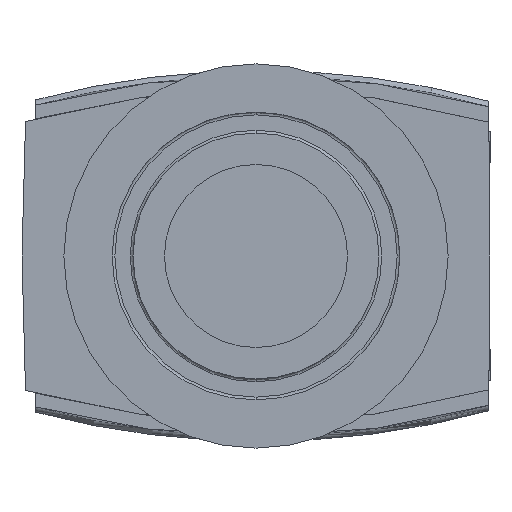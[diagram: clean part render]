
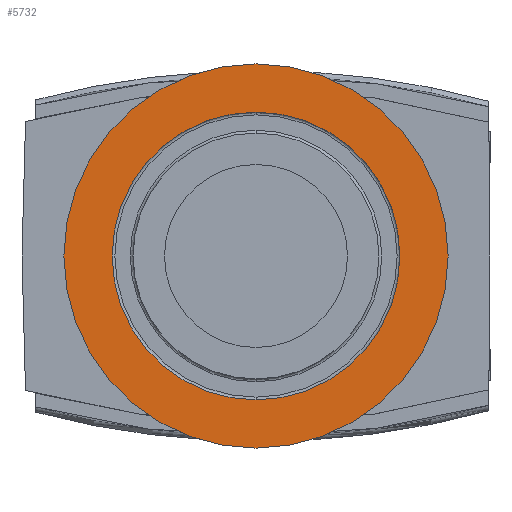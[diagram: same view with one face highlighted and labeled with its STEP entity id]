
A CAD part, front view. The second image highlights one B-rep face of the part: STEP entity #5732.
In plain terms, the highlighted planar face has unit normal (0, -1, 0).
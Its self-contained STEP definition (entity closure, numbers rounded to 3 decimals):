
#4211=CARTESIAN_POINT('',(-27.5,-41.6,0.));
#4212=VERTEX_POINT('',#4211);
#4221=CARTESIAN_POINT('',(27.5,-41.6,0.));
#4222=VERTEX_POINT('',#4221);
#4223=CARTESIAN_POINT('',(0.0,-41.6,0.0));
#4224=DIRECTION('',(0.0,1.0,0.0));
#4225=DIRECTION('',(-1.0,0.0,0.0));
#4226=AXIS2_PLACEMENT_3D('',#4223,#4224,#4225);
#4227=CIRCLE('',#4226,27.5);
#4228=EDGE_CURVE('',#4212,#4222,#4227,.T.);
#4304=CARTESIAN_POINT('',(-20.6,-41.6,0.));
#4305=VERTEX_POINT('',#4304);
#4314=CARTESIAN_POINT('',(20.6,-41.6,0.));
#4315=VERTEX_POINT('',#4314);
#4316=CARTESIAN_POINT('',(0.0,-41.6,0.0));
#4317=DIRECTION('',(0.0,1.0,0.0));
#4318=DIRECTION('',(-1.0,0.0,0.0));
#4319=AXIS2_PLACEMENT_3D('',#4316,#4317,#4318);
#4320=CIRCLE('',#4319,20.6);
#4321=EDGE_CURVE('',#4315,#4305,#4320,.T.);
#4867=CARTESIAN_POINT('',(0.0,-41.6,0.0));
#4868=DIRECTION('',(0.0,1.0,0.0));
#4869=DIRECTION('',(-1.0,0.0,0.0));
#4870=AXIS2_PLACEMENT_3D('',#4867,#4868,#4869);
#4871=CIRCLE('',#4870,20.6);
#4872=EDGE_CURVE('',#4305,#4315,#4871,.T.);
#4912=CARTESIAN_POINT('',(0.0,-41.6,0.0));
#4913=DIRECTION('',(0.0,1.0,0.0));
#4914=DIRECTION('',(-1.0,0.0,0.0));
#4915=AXIS2_PLACEMENT_3D('',#4912,#4913,#4914);
#4916=CIRCLE('',#4915,27.5);
#4917=EDGE_CURVE('',#4222,#4212,#4916,.T.);
#5719=CARTESIAN_POINT('',(-24.05,-41.6,0.));
#5720=DIRECTION('',(0.0,-1.0,0.0));
#5721=DIRECTION('',(0.0,0.0,-1.0));
#5722=AXIS2_PLACEMENT_3D('',#5719,#5720,#5721);
#5723=PLANE('',#5722);
#5724=ORIENTED_EDGE('',*,*,#4228,.F.);
#5725=ORIENTED_EDGE('',*,*,#4917,.F.);
#5726=EDGE_LOOP('',(#5724,#5725));
#5727=FACE_OUTER_BOUND('',#5726,.T.);
#5728=ORIENTED_EDGE('',*,*,#4872,.T.);
#5729=ORIENTED_EDGE('',*,*,#4321,.T.);
#5730=EDGE_LOOP('',(#5728,#5729));
#5731=FACE_BOUND('',#5730,.T.);
#5732=ADVANCED_FACE('',(#5727,#5731),#5723,.T.);
